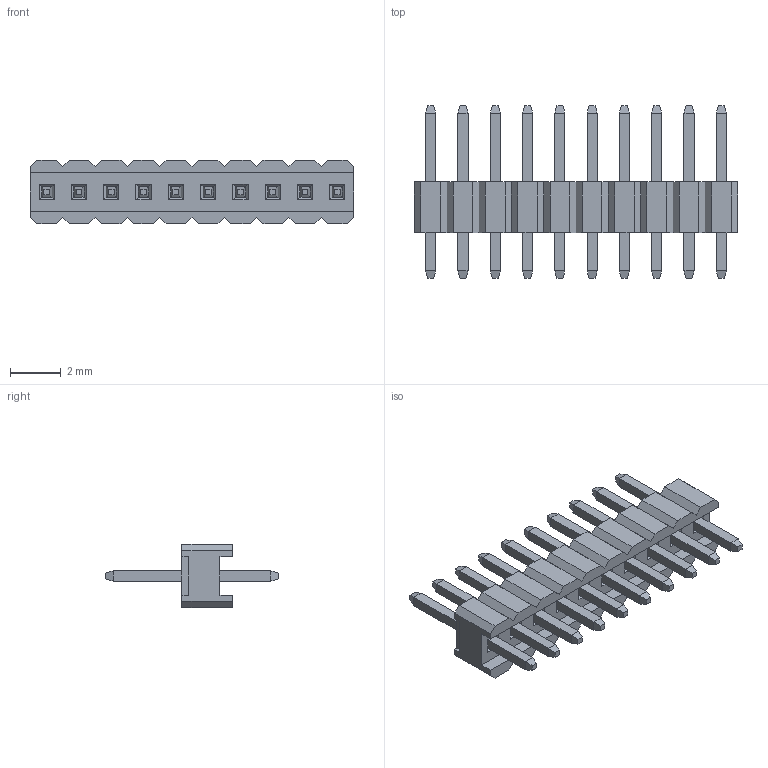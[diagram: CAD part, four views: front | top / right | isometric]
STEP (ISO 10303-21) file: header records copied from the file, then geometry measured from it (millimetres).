
FILE_DESCRIPTION( ('This file contains a STEP AP42 implementation' ,'as created by ZW3D STEP Interface translator.') ,'2;1' );
FILE_NAME( '1320-11XXXXS068XXXX.stp' ,'23 316.184229', (''), ('ZWCAD Software Co.'), 'Version 1.0', 'ZW3D to STEP translator', '' );
FILE_SCHEMA(('AUTOMOTIVE_DESIGN { 1 0 10303 214 1 1 1 1 }'));
Length unit declared in the file: millimetre
Products named in the file (2): 0; 1320-1110XXS068XXXX
Bounding box: 12.7 x 6.8 x 2.5 mm (x, y, z)
Volume: 58.5 mm3; surface area: 275.7 mm2
Topology: 11 solids, 11 shells, 341 faces, 810 edges, 500 vertices
Faces by surface type: plane 341
Entity records: 9862 total; most frequent: CARTESIAN_POINT 1652, ORIENTED_EDGE 1620, DIRECTION 1494, VECTOR 810, LINE 810, EDGE_CURVE 810, VERTEX_POINT 500, EDGE_LOOP 370
